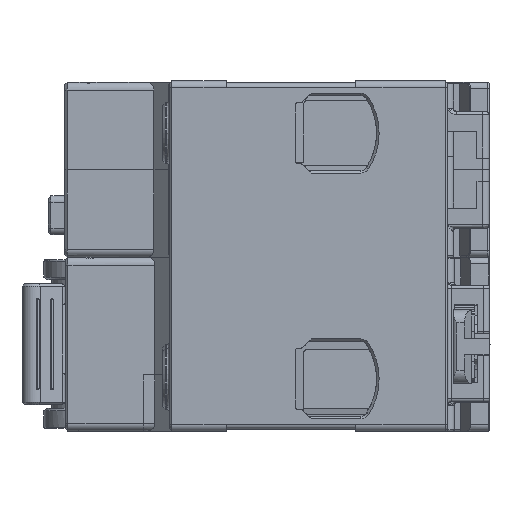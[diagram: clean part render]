
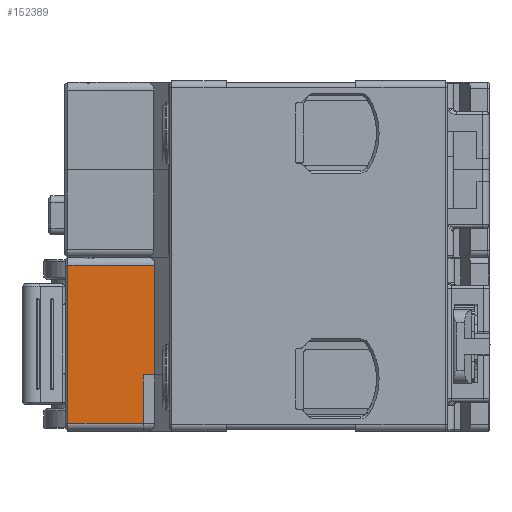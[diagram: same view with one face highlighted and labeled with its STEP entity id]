
A CAD part, left-side view. The second image highlights one B-rep face of the part: STEP entity #152389.
In plain terms, the highlighted planar face has unit normal (-1, 0, 0).
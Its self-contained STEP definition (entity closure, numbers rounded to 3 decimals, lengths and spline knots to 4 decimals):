
#133676=CARTESIAN_POINT('',(0.6989,2.0354,
0.065));
#134071=DIRECTION('',(0.,0.,-1.));
#134072=VECTOR('',#134071,0.6673);
#134073=CARTESIAN_POINT('',(0.6989,2.0354,
0.065));
#134074=LINE('',#134073,#134072);
#134075=DIRECTION('',(0.,1.,0.));
#134076=VECTOR('',#134075,0.0709);
#134077=CARTESIAN_POINT('',(0.6989,2.0354,
-0.6024));
#134078=LINE('',#134077,#134076);
#134079=DIRECTION('',(0.,0.,-1.));
#134080=VECTOR('',#134079,0.2933);
#134081=CARTESIAN_POINT('',(0.6989,2.1063,
-0.6024));
#134082=LINE('',#134081,#134080);
#134083=DIRECTION('',(0.,1.,0.));
#134084=VECTOR('',#134083,0.4567);
#134085=CARTESIAN_POINT('',(0.6989,2.1063,
-0.8957));
#134086=LINE('',#134085,#134084);
#134087=DIRECTION('',(0.,0.,1.));
#134088=VECTOR('',#134087,0.9606);
#134089=CARTESIAN_POINT('',(0.6989,2.563,
-0.8957));
#134090=LINE('',#134089,#134088);
#134091=DIRECTION('',(0.,-1.,0.));
#134092=VECTOR('',#134091,0.5276);
#134093=CARTESIAN_POINT('',(0.6989,2.563,
0.065));
#134094=LINE('',#134093,#134092);
#141017=CARTESIAN_POINT('',(0.6989,2.1063,
-0.8957));
#141018=CARTESIAN_POINT('',(0.6989,2.563,
-0.8957));
#141019=VERTEX_POINT('',#141017);
#141020=VERTEX_POINT('',#141018);
#141027=CARTESIAN_POINT('',(0.6989,2.563,
0.065));
#141028=VERTEX_POINT('',#141027);
#141285=VERTEX_POINT('',#133676);
#141501=CARTESIAN_POINT('',(0.6989,2.0354,
-0.6024));
#141502=VERTEX_POINT('',#141501);
#141577=CARTESIAN_POINT('',(0.6989,2.1063,
-0.6024));
#141578=VERTEX_POINT('',#141577);
#152376=CARTESIAN_POINT('',(0.6989,2.2992,
-0.4154));
#152377=DIRECTION('',(1.,0.,0.));
#152378=DIRECTION('',(0.,1.,0.));
#152379=AXIS2_PLACEMENT_3D('',#152376,#152377,#152378);
#152380=PLANE('',#152379);
#152381=ORIENTED_EDGE('',*,*,#151717,.T.);
#152382=ORIENTED_EDGE('',*,*,#152022,.T.);
#152383=ORIENTED_EDGE('',*,*,#152364,.T.);
#152384=ORIENTED_EDGE('',*,*,#148351,.T.);
#152385=ORIENTED_EDGE('',*,*,#148397,.T.);
#152386=ORIENTED_EDGE('',*,*,#149562,.T.);
#152387=EDGE_LOOP('',(#152381,#152382,#152383,#152384,#152385,#152386));
#152388=FACE_OUTER_BOUND('',#152387,.F.);
#152389=ADVANCED_FACE('',(#152388),#152380,.F.);
#148351=EDGE_CURVE('',#141019,#141020,#134086,.T.);
#148397=EDGE_CURVE('',#141020,#141028,#134090,.T.);
#149562=EDGE_CURVE('',#141028,#141285,#134094,.T.);
#151717=EDGE_CURVE('',#141285,#141502,#134074,.T.);
#152022=EDGE_CURVE('',#141502,#141578,#134078,.T.);
#152364=EDGE_CURVE('',#141578,#141019,#134082,.T.);
